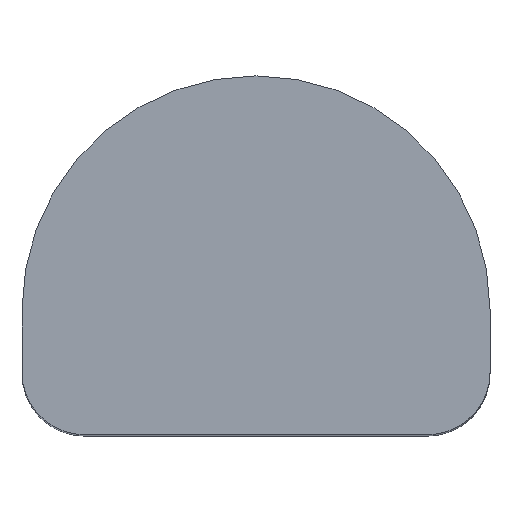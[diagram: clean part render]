
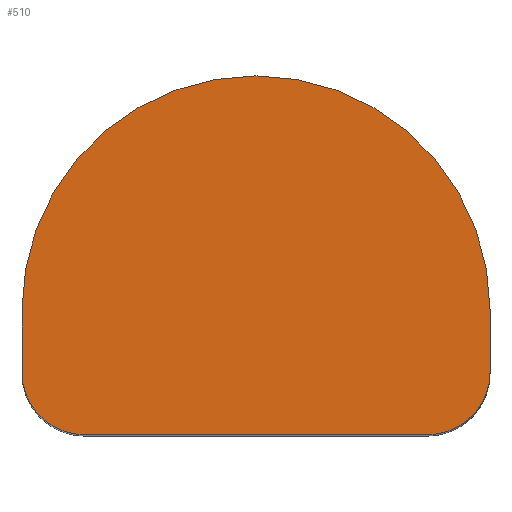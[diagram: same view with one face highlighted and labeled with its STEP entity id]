
A CAD part, top view. The second image highlights one B-rep face of the part: STEP entity #510.
In plain terms, the highlighted planar face has unit normal (0, 0, 1).
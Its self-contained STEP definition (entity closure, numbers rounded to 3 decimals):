
#25=PLANE('',#572);
#49=FACE_OUTER_BOUND('',#81,.T.);
#81=EDGE_LOOP('',(#373,#374,#375,#376,#377,#378));
#110=LINE('',#788,#160);
#114=LINE('',#800,#164);
#118=LINE('',#810,#168);
#160=VECTOR('',#627,10.);
#164=VECTOR('',#639,10.);
#168=VECTOR('',#651,10.);
#208=CIRCLE('',#562,2.);
#210=CIRCLE('',#566,2.);
#212=CIRCLE('',#570,7.5);
#231=VERTEX_POINT('',#779);
#232=VERTEX_POINT('',#781);
#234=VERTEX_POINT('',#787);
#236=VERTEX_POINT('',#793);
#238=VERTEX_POINT('',#799);
#240=VERTEX_POINT('',#805);
#279=EDGE_CURVE('',#232,#231,#208,.T.);
#282=EDGE_CURVE('',#234,#232,#110,.T.);
#285=EDGE_CURVE('',#236,#234,#210,.T.);
#288=EDGE_CURVE('',#238,#236,#114,.T.);
#291=EDGE_CURVE('',#240,#238,#212,.T.);
#294=EDGE_CURVE('',#231,#240,#118,.T.);
#373=ORIENTED_EDGE('',*,*,#294,.T.);
#374=ORIENTED_EDGE('',*,*,#291,.T.);
#375=ORIENTED_EDGE('',*,*,#288,.T.);
#376=ORIENTED_EDGE('',*,*,#285,.T.);
#377=ORIENTED_EDGE('',*,*,#282,.T.);
#378=ORIENTED_EDGE('',*,*,#279,.T.);
#510=ADVANCED_FACE('',(#49),#25,.T.);
#562=AXIS2_PLACEMENT_3D('',#782,#621,#622);
#566=AXIS2_PLACEMENT_3D('',#794,#633,#634);
#570=AXIS2_PLACEMENT_3D('',#806,#645,#646);
#572=AXIS2_PLACEMENT_3D('',#811,#652,#653);
#621=DIRECTION('center_axis',(0.,0.,1.));
#622=DIRECTION('ref_axis',(0.,-1.,0.));
#627=DIRECTION('',(1.,0.,0.));
#633=DIRECTION('center_axis',(0.,0.,1.));
#634=DIRECTION('ref_axis',(-1.,0.,0.));
#639=DIRECTION('',(0.,-1.,0.));
#645=DIRECTION('center_axis',(0.,0.,1.));
#646=DIRECTION('ref_axis',(1.,0.,0.));
#651=DIRECTION('',(0.,1.,0.));
#652=DIRECTION('center_axis',(0.,0.,1.));
#653=DIRECTION('ref_axis',(1.,0.,0.));
#779=CARTESIAN_POINT('',(7.5,-2.,23.));
#781=CARTESIAN_POINT('',(5.5,-4.,23.));
#782=CARTESIAN_POINT('Origin',(5.5,-2.,23.));
#787=CARTESIAN_POINT('',(-5.5,-4.,23.));
#788=CARTESIAN_POINT('',(-5.5,-4.,23.));
#793=CARTESIAN_POINT('',(-7.5,-2.,23.));
#794=CARTESIAN_POINT('Origin',(-5.5,-2.,23.));
#799=CARTESIAN_POINT('',(-7.5,0.,23.));
#800=CARTESIAN_POINT('',(-7.5,0.,23.));
#805=CARTESIAN_POINT('',(7.5,0.,23.));
#806=CARTESIAN_POINT('Origin',(0.,0.,23.));
#810=CARTESIAN_POINT('',(7.5,-2.,23.));
#811=CARTESIAN_POINT('Origin',(0.,1.75,23.));
